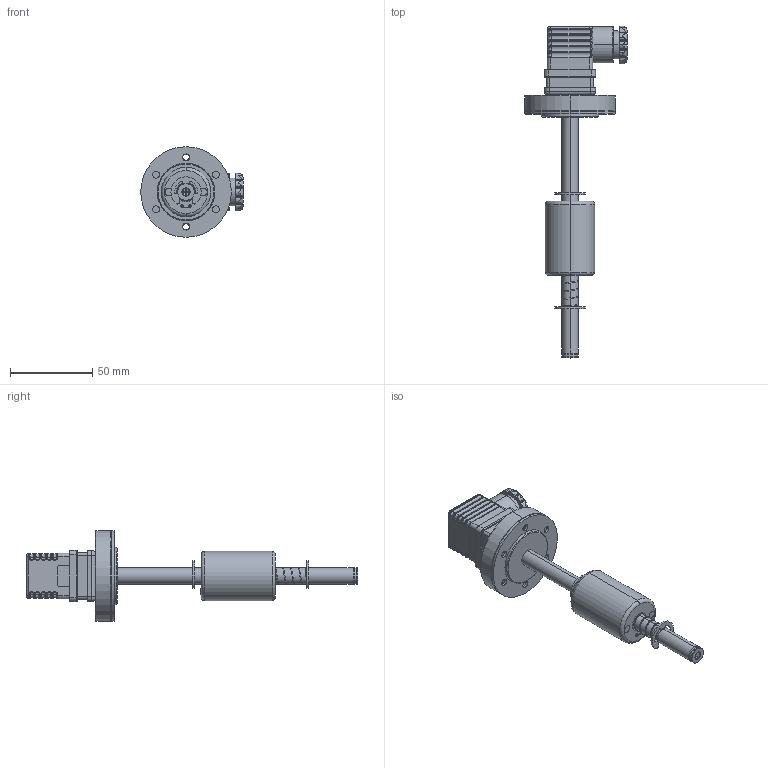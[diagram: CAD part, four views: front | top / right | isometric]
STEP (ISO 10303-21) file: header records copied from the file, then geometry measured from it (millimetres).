
FILE_DESCRIPTION (( 'STEP AP214' ), '1' );
FILE_NAME ('PT32P.STEP', '2020-02-12T16:11:48', ( '' ), ( '' ), 'SwSTEP 2.0', 'SolidWorks 2019', '' );
FILE_SCHEMA (( 'AUTOMOTIVE_DESIGN' ));
Length unit declared in the file: millimetre
Products named in the file (1): PT32P
Bounding box: 62.25 x 201.65 x 55 mm (x, y, z)
Surface area: 32602.2 mm2 (no closed solid volume)
Topology: 0 solids, 16 shells, 506 faces, 1402 edges, 890 vertices
Faces by surface type: cylinder 239, plane 123, bspline 68, torus 48, cone 18, sphere 10
Entity records: 31293 total; most frequent: CARTESIAN_POINT 13326, DIRECTION 2582, ORIENTED_EDGE 2519, EDGE_CURVE 1398, AXIS2_PLACEMENT_3D 1031, VERTEX_POINT 890, CIRCLE 592, EDGE_LOOP 558
